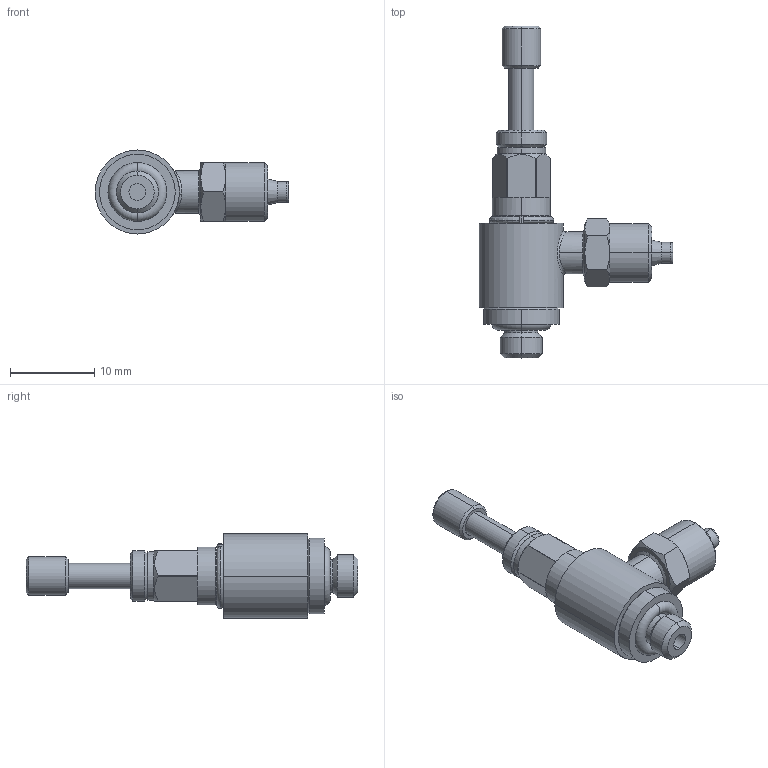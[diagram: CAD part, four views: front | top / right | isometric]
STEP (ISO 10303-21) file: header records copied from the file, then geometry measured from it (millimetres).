
FILE_DESCRIPTION (( 'STEP AP203' ), '1' );
FILE_NAME ('04320C10.STEP', '2010-04-21T13:37:31', ( '' ), ( 'sopra-pneumatic' ), 'SwSTEP 2.0', 'SolidWorks 2009', '' );
FILE_SCHEMA (( 'CONFIG_CONTROL_DESIGN' ));
Length unit declared in the file: millimetre
Products named in the file (1): 04320C10
Bounding box: 23 x 39.5 x 10 mm (x, y, z)
Volume: 1824 mm3; surface area: 1437.1 mm2
Topology: 2 solids, 2 shells, 114 faces, 249 edges, 152 vertices
Faces by surface type: plane 36, cone 36, cylinder 34, torus 6, bspline 2
Entity records: 4107 total; most frequent: CARTESIAN_POINT 1517, DIRECTION 555, ORIENTED_EDGE 498, EDGE_CURVE 249, AXIS2_PLACEMENT_3D 233, VERTEX_POINT 152, EDGE_LOOP 127, CIRCLE 120
